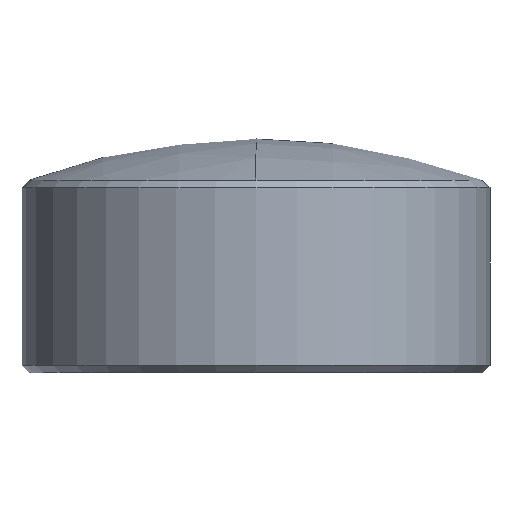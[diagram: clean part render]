
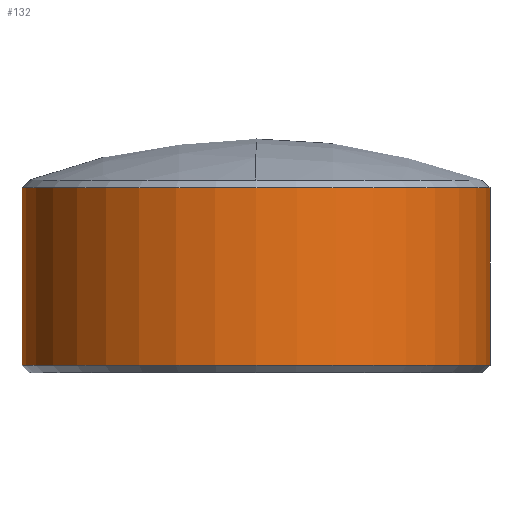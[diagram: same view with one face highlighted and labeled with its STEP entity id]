
A CAD part, front view. The second image highlights one B-rep face of the part: STEP entity #132.
In plain terms, the highlighted cylindrical face has radius 1.5 mm (diameter 3 mm), a partial arc.
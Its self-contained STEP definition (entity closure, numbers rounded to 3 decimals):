
#16 = CARTESIAN_POINT ( 'NONE',  ( 1.793, 1.733, 3.062 ) ) ;
#19 = FACE_OUTER_BOUND ( 'NONE', #264, .T. ) ;
#37 = ORIENTED_EDGE ( 'NONE', *, *, #88, .T. ) ;
#38 = DIRECTION ( 'NONE',  ( 1., 0., 0. ) ) ;
#53 = EDGE_CURVE ( 'NONE', #260, #184, #240, .T. ) ;
#65 = VERTEX_POINT ( 'NONE', #100 ) ;
#70 = VECTOR ( 'NONE', #218, 1000. ) ;
#73 = DIRECTION ( 'NONE',  ( 0., 0., 1. ) ) ;
#78 = LINE ( 'NONE', #196, #70 ) ;
#84 = CIRCLE ( 'NONE', #215, 1.5 ) ;
#88 = EDGE_CURVE ( 'NONE', #315, #184, #107, .T. ) ;
#99 = VECTOR ( 'NONE', #73, 1000. ) ;
#100 = CARTESIAN_POINT ( 'NONE',  ( -1.207, 1.733, 1.925 ) ) ;
#104 = DIRECTION ( 'NONE',  ( 1., 0., 0. ) ) ;
#107 = LINE ( 'NONE', #311, #99 ) ;
#109 = ORIENTED_EDGE ( 'NONE', *, *, #53, .F. ) ;
#117 = EDGE_CURVE ( 'NONE', #65, #260, #78, .T. ) ;
#119 = DIRECTION ( 'NONE',  ( 1., 0., 0. ) ) ;
#123 = CARTESIAN_POINT ( 'NONE',  ( 0.293, 1.733, 3.062 ) ) ;
#132 = ADVANCED_FACE ( 'NONE', ( #19 ), #238, .T. ) ;
#174 = DIRECTION ( 'NONE',  ( 0., 0., 1. ) ) ;
#177 = ORIENTED_EDGE ( 'NONE', *, *, #117, .F. ) ;
#184 = VERTEX_POINT ( 'NONE', #16 ) ;
#196 = CARTESIAN_POINT ( 'NONE',  ( -1.207, 1.733, 3.375 ) ) ;
#201 = DIRECTION ( 'NONE',  ( 0., 0., 1. ) ) ;
#204 = CARTESIAN_POINT ( 'NONE',  ( 1.793, 1.733, 1.925 ) ) ;
#212 = AXIS2_PLACEMENT_3D ( 'NONE', #123, #239, #119 ) ;
#215 = AXIS2_PLACEMENT_3D ( 'NONE', #279, #201, #104 ) ;
#218 = DIRECTION ( 'NONE',  ( 0., 0., 1. ) ) ;
#221 = ORIENTED_EDGE ( 'NONE', *, *, #242, .T. ) ;
#238 = CYLINDRICAL_SURFACE ( 'NONE', #287, 1.5 ) ;
#239 = DIRECTION ( 'NONE',  ( 0., 0., 1. ) ) ;
#240 = CIRCLE ( 'NONE', #212, 1.5 ) ;
#242 = EDGE_CURVE ( 'NONE', #65, #315, #84, .T. ) ;
#260 = VERTEX_POINT ( 'NONE', #319 ) ;
#264 = EDGE_LOOP ( 'NONE', ( #177, #221, #37, #109 ) ) ;
#279 = CARTESIAN_POINT ( 'NONE',  ( 0.293, 1.733, 1.925 ) ) ;
#287 = AXIS2_PLACEMENT_3D ( 'NONE', #310, #174, #38 ) ;
#310 = CARTESIAN_POINT ( 'NONE',  ( 0.293, 1.733, 3.375 ) ) ;
#311 = CARTESIAN_POINT ( 'NONE',  ( 1.793, 1.733, 3.375 ) ) ;
#315 = VERTEX_POINT ( 'NONE', #204 ) ;
#319 = CARTESIAN_POINT ( 'NONE',  ( -1.207, 1.733, 3.062 ) ) ;
